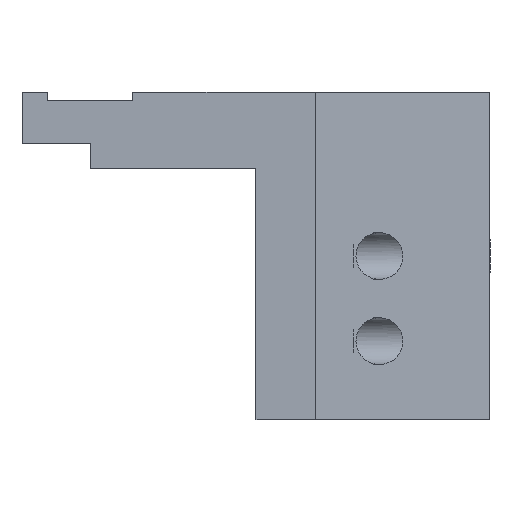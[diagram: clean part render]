
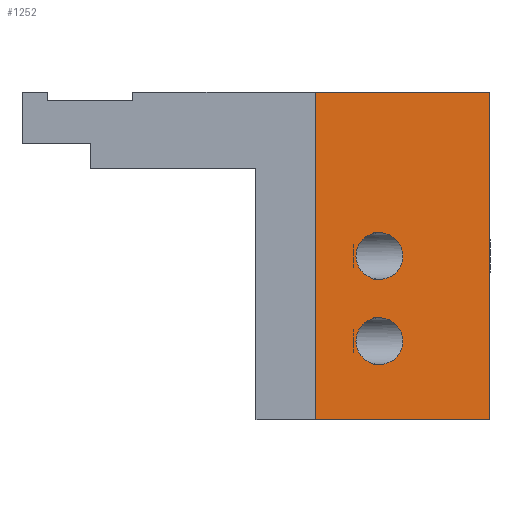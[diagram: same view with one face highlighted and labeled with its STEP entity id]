
A CAD part, front view. The second image highlights one B-rep face of the part: STEP entity #1252.
In plain terms, the highlighted planar face has unit normal (0.707, -0.707, 0).
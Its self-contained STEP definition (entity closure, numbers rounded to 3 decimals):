
#18=ELLIPSE('',#1349,7.778,5.5);
#19=ELLIPSE('',#1354,7.778,5.5);
#50=LINE('',#1926,#146);
#107=LINE('',#2117,#203);
#112=LINE('',#2125,#208);
#113=LINE('',#2127,#209);
#146=VECTOR('',#1556,10.);
#203=VECTOR('',#1749,10.);
#208=VECTOR('',#1756,10.);
#209=VECTOR('',#1759,10.);
#278=FACE_BOUND('',#446,.T.);
#279=FACE_BOUND('',#447,.T.);
#348=FACE_OUTER_BOUND('',#445,.T.);
#445=EDGE_LOOP('',(#1103,#1104,#1105,#1106));
#446=EDGE_LOOP('',(#1107));
#447=EDGE_LOOP('',(#1108));
#576=VERTEX_POINT('',#1920);
#578=VERTEX_POINT('',#1924);
#597=VERTEX_POINT('',#1969);
#600=VERTEX_POINT('',#1978);
#644=VERTEX_POINT('',#2115);
#646=VERTEX_POINT('',#2123);
#706=EDGE_CURVE('',#578,#576,#50,.T.);
#727=EDGE_CURVE('',#597,#597,#18,.T.);
#731=EDGE_CURVE('',#600,#600,#19,.T.);
#800=EDGE_CURVE('',#644,#578,#107,.T.);
#805=EDGE_CURVE('',#644,#646,#112,.T.);
#806=EDGE_CURVE('',#576,#646,#113,.T.);
#1103=ORIENTED_EDGE('',*,*,#806,.F.);
#1104=ORIENTED_EDGE('',*,*,#706,.F.);
#1105=ORIENTED_EDGE('',*,*,#800,.F.);
#1106=ORIENTED_EDGE('',*,*,#805,.T.);
#1107=ORIENTED_EDGE('',*,*,#727,.T.);
#1108=ORIENTED_EDGE('',*,*,#731,.T.);
#1190=PLANE('',#1408);
#1252=ADVANCED_FACE('',(#348,#278,#279),#1190,.F.);
#1349=AXIS2_PLACEMENT_3D('',#1970,#1592,#1593);
#1354=AXIS2_PLACEMENT_3D('',#1979,#1603,#1604);
#1408=AXIS2_PLACEMENT_3D('',#2129,#1761,#1762);
#1556=DIRECTION('',(0.,0.,-1.));
#1592=DIRECTION('center_axis',(-0.707,0.707,0.));
#1593=DIRECTION('ref_axis',(0.707,0.707,0.));
#1603=DIRECTION('center_axis',(-0.707,0.707,0.));
#1604=DIRECTION('ref_axis',(0.707,0.707,0.));
#1749=DIRECTION('',(0.707,0.707,0.));
#1756=DIRECTION('',(0.,0.,-1.));
#1759=DIRECTION('',(-0.707,-0.707,0.));
#1761=DIRECTION('center_axis',(-0.707,0.707,0.));
#1762=DIRECTION('ref_axis',(0.707,0.707,0.));
#1920=CARTESIAN_POINT('',(25.,22.,36.));
#1924=CARTESIAN_POINT('',(25.,22.,113.));
#1926=CARTESIAN_POINT('',(25.,22.,56.5));
#1969=CARTESIAN_POINT('',(-1.,-4.,80.));
#1970=CARTESIAN_POINT('Origin',(-1.,-4.,74.5));
#1978=CARTESIAN_POINT('',(-1.,-4.,60.));
#1979=CARTESIAN_POINT('Origin',(-1.,-4.,54.5));
#2115=CARTESIAN_POINT('',(-16.,-19.,113.));
#2117=CARTESIAN_POINT('',(24.,21.,113.));
#2123=CARTESIAN_POINT('',(-16.,-19.,36.));
#2125=CARTESIAN_POINT('',(-16.,-19.,47.25));
#2127=CARTESIAN_POINT('',(9.997,6.997,36.));
#2129=CARTESIAN_POINT('Origin',(-16.,-19.,113.));
